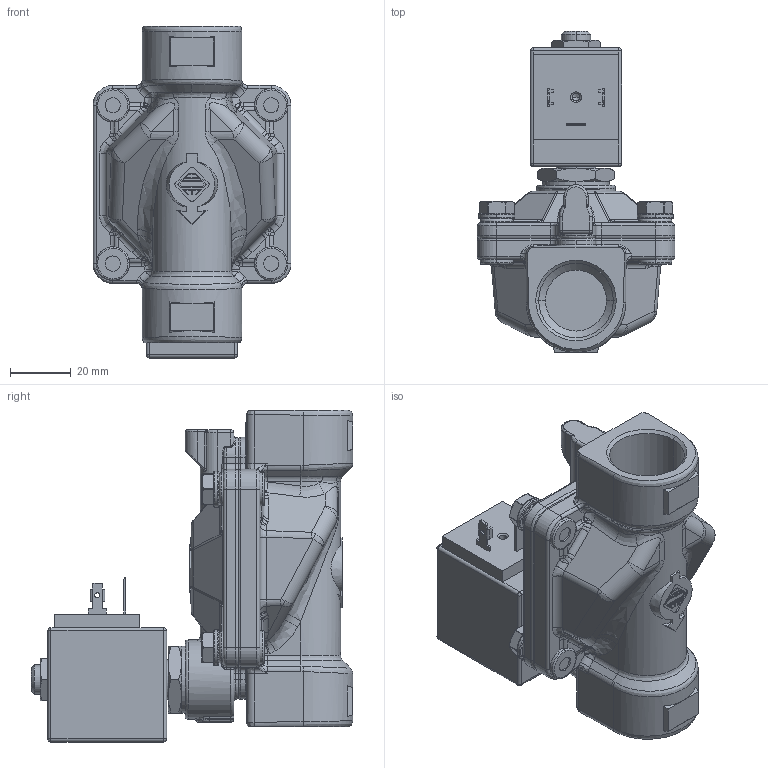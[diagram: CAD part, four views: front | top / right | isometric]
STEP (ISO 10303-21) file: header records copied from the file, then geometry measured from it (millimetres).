
FILE_DESCRIPTION (( 'STEP AP203' ), '1' );
FILE_NAME ('21WN5K1E190-T5-A.step', '2020-04-28T18:13:59', ( '' ), ( '' ), 'SwSTEP 2.0', 'SolidWorks 2019', '' );
FILE_SCHEMA (( 'CONFIG_CONTROL_DESIGN' ));
Products named in the file (1): 21WN5K1E190-T5-A
Bounding box: 65 x 105.55 x 109 mm (x, y, z)
Volume: 199630 mm3; surface area: 49976.7 mm2
Topology: 1 solids, 9 shells, 1653 faces, 4012 edges, 2369 vertices
Faces by surface type: bspline 650, cylinder 485, plane 434, cone 84
Entity records: 75460 total; most frequent: CARTESIAN_POINT 43370, ORIENTED_EDGE 7918, DIRECTION 4909, EDGE_CURVE 3959, VERTEX_POINT 2369, AXIS2_PLACEMENT_3D 1811, EDGE_LOOP 1716, FACE_OUTER_BOUND 1653
